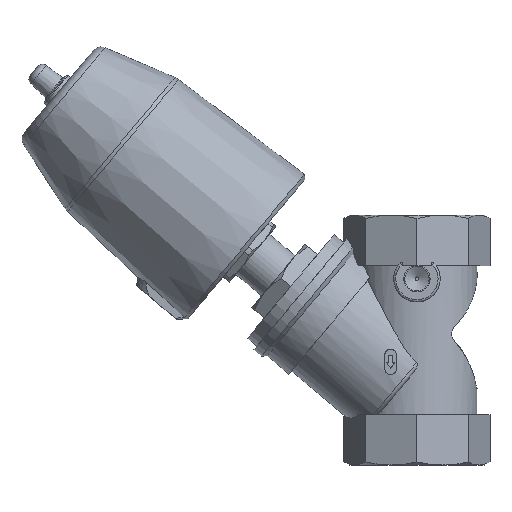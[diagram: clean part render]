
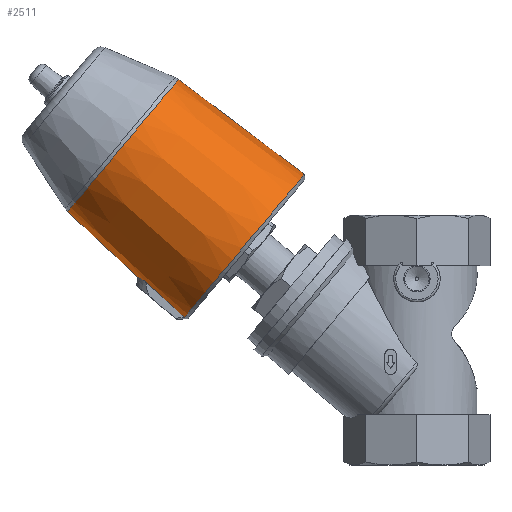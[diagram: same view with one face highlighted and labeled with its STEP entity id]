
A CAD part, left-side view. The second image highlights one B-rep face of the part: STEP entity #2511.
In plain terms, the highlighted conical face has half-angle 3 degrees and reference radius 42.811 mm.
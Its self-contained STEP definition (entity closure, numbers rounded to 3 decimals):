
#316=CONICAL_SURFACE('',#2793,42.811,0.052);
#507=B_SPLINE_CURVE_WITH_KNOTS('',3,(#4301,#4302,#4303,#4304,#4305,#4306,
#4307,#4308,#4309),.UNSPECIFIED.,.F.,.F.,(4,1,1,1,1,1,4),(0.,
0.003,0.006,0.011,0.017,
0.02,0.023),.UNSPECIFIED.);
#509=B_SPLINE_CURVE_WITH_KNOTS('',3,(#4321,#4322,#4323,#4324),
 .UNSPECIFIED.,.F.,.F.,(4,4),(0.001,0.028),
 .UNSPECIFIED.);
#510=B_SPLINE_CURVE_WITH_KNOTS('',3,(#4337,#4338,#4339,#4340),
 .UNSPECIFIED.,.F.,.F.,(4,4),(0.002,0.028),
 .UNSPECIFIED.);
#514=B_SPLINE_CURVE_WITH_KNOTS('',3,(#4392,#4393,#4394,#4395,#4396,#4397,
#4398,#4399,#4400,#4401,#4402,#4403,#4404,#4405,#4406,#4407,#4408,#4409,
#4410,#4411,#4412,#4413,#4414,#4415,#4416,#4417,#4418,#4419,#4420,#4421,
#4422,#4423,#4424,#4425,#4426,#4427,#4428,#4429,#4430,#4431,#4432,#4433,
#4434,#4435,#4436,#4437,#4438,#4439,#4440,#4441,#4442,#4443),
 .UNSPECIFIED.,.F.,.F.,(4,1,1,1,1,1,1,1,1,1,1,1,1,1,1,1,1,1,1,1,1,1,1,1,
1,1,1,1,1,1,1,1,1,1,1,1,1,1,1,1,1,1,1,1,1,1,1,1,1,4),(0.157,
0.166,0.17,0.174,0.183,
0.191,0.2,0.209,0.217,0.221,
0.226,0.23,0.234,0.239,
0.243,0.247,0.251,0.256,
0.26,0.264,0.269,0.277,
0.286,0.294,0.298,0.303,
0.307,0.311,0.32,0.328,
0.337,0.341,0.346,0.35,
0.354,0.358,0.363,0.367,0.371,
0.376,0.38,0.384,0.388,
0.393,0.397,0.401,0.406,
0.414,0.423,0.431),.UNSPECIFIED.);
#819=ORIENTED_EDGE('',*,*,#1449,.T.);
#820=ORIENTED_EDGE('',*,*,#1453,.T.);
#821=ORIENTED_EDGE('',*,*,#1481,.T.);
#822=ORIENTED_EDGE('',*,*,#1460,.F.);
#823=ORIENTED_EDGE('',*,*,#1493,.T.);
#1449=EDGE_CURVE('',#1786,#1788,#507,.T.);
#1453=EDGE_CURVE('',#1788,#1792,#509,.T.);
#1460=EDGE_CURVE('',#1786,#1798,#510,.T.);
#1481=EDGE_CURVE('',#1792,#1798,#514,.T.);
#1493=EDGE_CURVE('',#1819,#1819,#1986,.T.);
#1786=VERTEX_POINT('',#4292);
#1788=VERTEX_POINT('',#4300);
#1792=VERTEX_POINT('',#4320);
#1798=VERTEX_POINT('',#4341);
#1819=VERTEX_POINT('',#4481);
#1986=CIRCLE('',#2792,42.811);
#2086=EDGE_LOOP('',(#819,#820,#821,#822));
#2087=EDGE_LOOP('',(#823));
#2294=FACE_BOUND('',#2086,.T.);
#2295=FACE_BOUND('',#2087,.T.);
#2511=ADVANCED_FACE('',(#2294,#2295),#316,.T.);
#2792=AXIS2_PLACEMENT_3D('',#4480,#3287,#3288);
#2793=AXIS2_PLACEMENT_3D('',#4482,#3289,#3290);
#3287=DIRECTION('',(0.643,-0.766,0.));
#3288=DIRECTION('',(0.766,0.643,0.));
#3289=DIRECTION('',(0.643,-0.766,0.));
#3290=DIRECTION('',(0.766,0.643,0.));
#4292=CARTESIAN_POINT('',(-91.125,134.58,10.));
#4300=CARTESIAN_POINT('',(-91.125,134.58,-10.));
#4301=CARTESIAN_POINT('',(-91.125,134.58,10.));
#4302=CARTESIAN_POINT('',(-91.503,135.19,9.376));
#4303=CARTESIAN_POINT('',(-92.138,136.286,7.991));
#4304=CARTESIAN_POINT('',(-93.029,137.979,4.692));
#4305=CARTESIAN_POINT('',(-93.444,138.876,-0.006));
#4306=CARTESIAN_POINT('',(-93.026,137.973,-4.709));
#4307=CARTESIAN_POINT('',(-92.135,136.28,-7.997));
#4308=CARTESIAN_POINT('',(-91.503,135.19,-9.375));
#4309=CARTESIAN_POINT('',(-91.125,134.58,-10.));
#4320=CARTESIAN_POINT('',(-73.255,115.466,-10.));
#4321=CARTESIAN_POINT('',(-91.125,134.58,-10.));
#4322=CARTESIAN_POINT('',(-85.168,128.208,-10.));
#4323=CARTESIAN_POINT('',(-79.211,121.837,-10.));
#4324=CARTESIAN_POINT('',(-73.255,115.466,-10.));
#4337=CARTESIAN_POINT('',(-91.125,134.58,10.));
#4338=CARTESIAN_POINT('',(-85.168,128.208,10.));
#4339=CARTESIAN_POINT('',(-79.211,121.837,10.));
#4340=CARTESIAN_POINT('',(-73.255,115.466,10.));
#4341=CARTESIAN_POINT('',(-73.255,115.466,10.));
#4392=CARTESIAN_POINT('',(-73.255,115.466,-10.));
#4393=CARTESIAN_POINT('',(-73.725,115.071,-12.81));
#4394=CARTESIAN_POINT('',(-74.715,114.241,-16.886));
#4395=CARTESIAN_POINT('',(-76.587,112.67,-22.045));
#4396=CARTESIAN_POINT('',(-78.847,110.773,-27.022));
#4397=CARTESIAN_POINT('',(-82.231,107.934,-32.577));
#4398=CARTESIAN_POINT('',(-87.258,103.716,-38.287));
#4399=CARTESIAN_POINT('',(-92.885,98.994,-42.622));
#4400=CARTESIAN_POINT('',(-99.143,93.743,-45.607));
#4401=CARTESIAN_POINT('',(-104.505,89.244,-46.789));
#4402=CARTESIAN_POINT('',(-108.936,85.526,-46.966));
#4403=CARTESIAN_POINT('',(-112.208,82.78,-46.7));
#4404=CARTESIAN_POINT('',(-115.44,80.069,-46.052));
#4405=CARTESIAN_POINT('',(-118.635,77.388,-45.016));
#4406=CARTESIAN_POINT('',(-121.767,74.759,-43.589));
#4407=CARTESIAN_POINT('',(-124.743,72.262,-41.818));
#4408=CARTESIAN_POINT('',(-127.585,69.878,-39.705));
#4409=CARTESIAN_POINT('',(-130.301,67.598,-37.229));
#4410=CARTESIAN_POINT('',(-132.819,65.485,-34.45));
#4411=CARTESIAN_POINT('',(-135.113,63.56,-31.409));
#4412=CARTESIAN_POINT('',(-137.192,61.816,-28.104));
#4413=CARTESIAN_POINT('',(-139.676,59.732,-23.312));
#4414=CARTESIAN_POINT('',(-142.082,57.713,-16.937));
#4415=CARTESIAN_POINT('',(-143.892,56.194,-8.589));
#4416=CARTESIAN_POINT('',(-144.394,55.773,-1.427));
#4417=CARTESIAN_POINT('',(-144.189,55.945,4.327));
#4418=CARTESIAN_POINT('',(-143.739,56.323,8.564));
#4419=CARTESIAN_POINT('',(-142.992,56.95,12.754));
#4420=CARTESIAN_POINT('',(-141.594,58.123,18.232));
#4421=CARTESIAN_POINT('',(-139.191,60.139,24.598));
#4422=CARTESIAN_POINT('',(-135.204,63.485,31.574));
#4423=CARTESIAN_POINT('',(-131.215,66.832,36.393));
#4424=CARTESIAN_POINT('',(-127.583,69.879,39.707));
#4425=CARTESIAN_POINT('',(-124.73,72.273,41.827));
#4426=CARTESIAN_POINT('',(-121.754,74.77,43.595));
#4427=CARTESIAN_POINT('',(-118.652,77.373,45.01));
#4428=CARTESIAN_POINT('',(-115.429,80.078,46.056));
#4429=CARTESIAN_POINT('',(-112.193,82.792,46.702));
#4430=CARTESIAN_POINT('',(-108.93,85.531,46.965));
#4431=CARTESIAN_POINT('',(-105.626,88.303,46.836));
#4432=CARTESIAN_POINT('',(-102.345,91.056,46.31));
#4433=CARTESIAN_POINT('',(-99.15,93.737,45.404));
#4434=CARTESIAN_POINT('',(-96.027,96.358,44.126));
#4435=CARTESIAN_POINT('',(-92.962,98.929,42.453));
#4436=CARTESIAN_POINT('',(-90.06,101.365,40.441));
#4437=CARTESIAN_POINT('',(-87.324,103.661,38.105));
#4438=CARTESIAN_POINT('',(-84.749,105.821,35.445));
#4439=CARTESIAN_POINT('',(-81.545,108.509,31.451));
#4440=CARTESIAN_POINT('',(-78.162,111.348,25.897));
#4441=CARTESIAN_POINT('',(-75.03,113.976,18.217));
#4442=CARTESIAN_POINT('',(-73.722,115.074,12.794));
#4443=CARTESIAN_POINT('',(-73.255,115.466,10.));
#4480=CARTESIAN_POINT('',(-158.577,145.854,0.));
#4481=CARTESIAN_POINT('',(-125.782,173.373,0.));
#4482=CARTESIAN_POINT('',(-158.577,145.854,0.));
